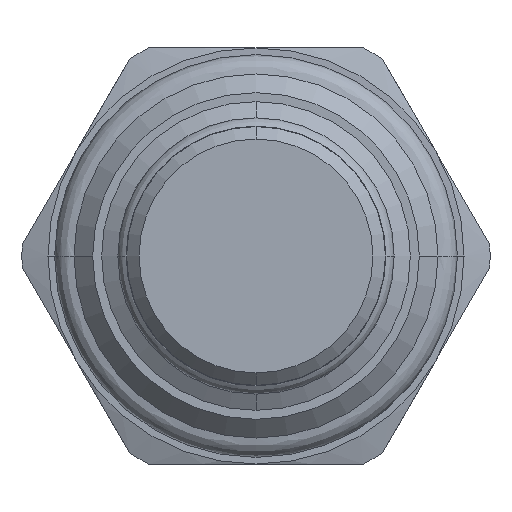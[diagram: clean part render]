
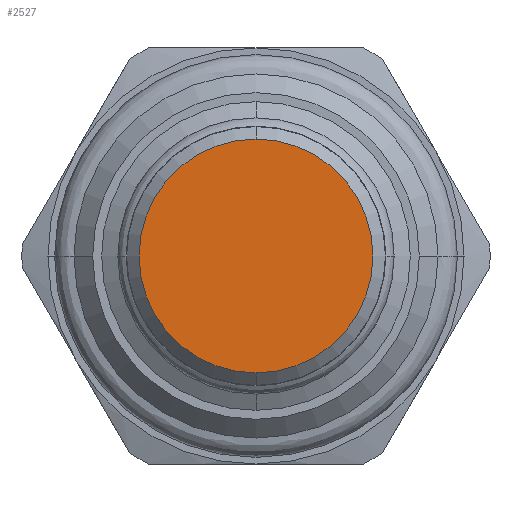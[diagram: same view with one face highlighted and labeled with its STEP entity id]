
A CAD part, front view. The second image highlights one B-rep face of the part: STEP entity #2527.
In plain terms, the highlighted planar face has unit normal (0, -1, 0).
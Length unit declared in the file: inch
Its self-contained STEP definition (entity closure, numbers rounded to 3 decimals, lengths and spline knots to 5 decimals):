
#873=CARTESIAN_POINT('',(0.,-1.25273,0.));
#874=DIRECTION('',(0.,1.,0.));
#875=DIRECTION('',(0.,0.,1.));
#876=AXIS2_PLACEMENT_3D('',#873,#874,#875);
#891=CARTESIAN_POINT('',(0.,-1.25273,0.));
#892=DIRECTION('',(0.,1.,0.));
#893=DIRECTION('',(0.,0.,-1.));
#894=AXIS2_PLACEMENT_3D('',#891,#892,#893);
#1193=CARTESIAN_POINT('',(0.,-1.25273,-0.281));
#1194=CARTESIAN_POINT('',(0.,-1.25273,0.281));
#1195=VERTEX_POINT('',#1193);
#1196=VERTEX_POINT('',#1194);
#2517=CARTESIAN_POINT('',(0.,-1.25273,0.));
#2518=DIRECTION('',(0.,-1.,0.));
#2519=DIRECTION('',(0.,0.,-1.));
#2520=AXIS2_PLACEMENT_3D('',#2517,#2518,#2519);
#2521=PLANE('',#2520);
#2522=ORIENTED_EDGE('',*,*,#2507,.T.);
#2524=ORIENTED_EDGE('',*,*,#2523,.T.);
#2525=EDGE_LOOP('',(#2522,#2524));
#2526=FACE_OUTER_BOUND('',#2525,.F.);
#2527=ADVANCED_FACE('',(#2526),#2521,.T.);
#877=CIRCLE('',#876,0.281);
#895=CIRCLE('',#894,0.281);
#2507=EDGE_CURVE('',#1196,#1195,#877,.T.);
#2523=EDGE_CURVE('',#1195,#1196,#895,.T.);
